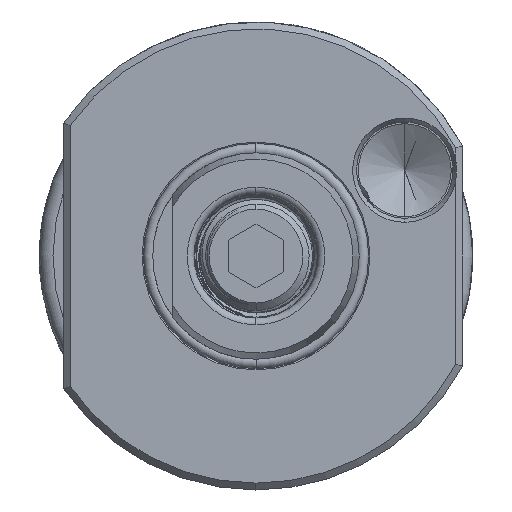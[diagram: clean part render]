
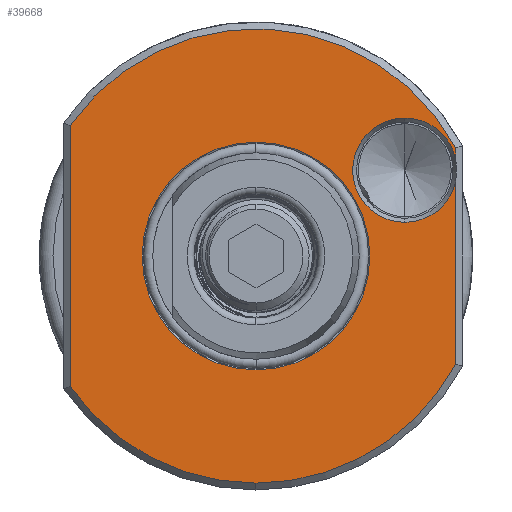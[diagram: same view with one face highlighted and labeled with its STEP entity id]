
A CAD part, left-side view. The second image highlights one B-rep face of the part: STEP entity #39668.
In plain terms, the highlighted planar face has unit normal (-1, 0, 0).
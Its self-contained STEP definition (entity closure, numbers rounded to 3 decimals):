
#3923 = AXIS2_PLACEMENT_3D ( 'NONE', #40056, #40057, #40063 ) ;
#3940 = AXIS2_PLACEMENT_3D ( 'NONE', #40092, #40093, #40111 ) ;
#3946 = AXIS2_PLACEMENT_3D ( 'NONE', #40157, #40158, #40167 ) ;
#4014 = AXIS2_PLACEMENT_3D ( 'NONE', #8384, #8421, #8389 ) ;
#4060 = EDGE_CURVE ( 'NONE', #27658, #27700, #41139, .T. ) ;
#4063 = EDGE_CURVE ( 'NONE', #27973, #27856, #41153, .T. ) ;
#4069 = EDGE_CURVE ( 'NONE', #27756, #27662, #41151, .T. ) ;
#4074 = EDGE_CURVE ( 'NONE', #27956, #27983, #41157, .T. ) ;
#4097 = EDGE_CURVE ( 'NONE', #27631, #27956, #41176, .T. ) ;
#4103 = EDGE_CURVE ( 'NONE', #27840, #27650, #41213, .T. ) ;
#4115 = EDGE_CURVE ( 'NONE', #27983, #27973, #41216, .T. ) ;
#4455 = EDGE_CURVE ( 'NONE', #27650, #27658, #34439, .T. ) ;
#4473 = EDGE_CURVE ( 'NONE', #27700, #27631, #34448, .T. ) ;
#4480 = EDGE_CURVE ( 'NONE', #27662, #27756, #34451, .T. ) ;
#4637 = AXIS2_PLACEMENT_3D ( 'NONE', #35599, #35614, #35616 ) ;
#4648 = AXIS2_PLACEMENT_3D ( 'NONE', #35669, #35737, #35699 ) ;
#4652 = AXIS2_PLACEMENT_3D ( 'NONE', #35798, #35832, #35773 ) ;
#4653 = AXIS2_PLACEMENT_3D ( 'NONE', #35674, #35659, #35728 ) ;
#5391 = CIRCLE ( 'NONE', #4014, 33. ) ;
#8384 = CARTESIAN_POINT ( 'NONE',  ( 2., 0., 0. ) ) ;
#8389 = DIRECTION ( 'NONE',  ( 0., 0., 1. ) ) ;
#8421 = DIRECTION ( 'NONE',  ( -1., 0., 0. ) ) ;
#10740 = CARTESIAN_POINT ( 'NONE',  ( 2., 15., 0. ) ) ;
#10743 = PLANE ( 'NONE',  #32375 ) ;
#10779 = DIRECTION ( 'NONE',  ( -1., 0., 0. ) ) ;
#10788 = DIRECTION ( 'NONE',  ( 0., 0., 1. ) ) ;
#14964 = FACE_OUTER_BOUND ( 'NONE', #27143, .T. ) ;
#14983 = FACE_BOUND ( 'NONE', #27115, .T. ) ;
#15252 = CARTESIAN_POINT ( 'NONE',  ( 2., -21.62, 20.047 ) ) ;
#15267 = CARTESIAN_POINT ( 'NONE',  ( 2., 16.55, 0. ) ) ;
#15385 = CARTESIAN_POINT ( 'NONE',  ( 2., -29., -15.748 ) ) ;
#15402 = CARTESIAN_POINT ( 'NONE',  ( 2., 0., -33. ) ) ;
#15527 = CARTESIAN_POINT ( 'NONE',  ( 2., 27., 18.974 ) ) ;
#15535 = CARTESIAN_POINT ( 'NONE',  ( 2., 27., -18.974 ) ) ;
#15539 = CARTESIAN_POINT ( 'NONE',  ( 2., -29., 15.748 ) ) ;
#15849 = CARTESIAN_POINT ( 'NONE',  ( 2., -29., 14.188 ) ) ;
#15873 = CARTESIAN_POINT ( 'NONE',  ( 2., -16.55, 0. ) ) ;
#15904 = CARTESIAN_POINT ( 'NONE',  ( 2., -21.62, 4.893 ) ) ;
#15909 = CARTESIAN_POINT ( 'NONE',  ( 2., -29., 10.752 ) ) ;
#20671 = EDGE_CURVE ( 'NONE', #27856, #27840, #5391, .T. ) ;
#26893 = ORIENTED_EDGE ( 'NONE', *, *, #20671, .T. ) ;
#26894 = ORIENTED_EDGE ( 'NONE', *, *, #4063, .T. ) ;
#26900 = ORIENTED_EDGE ( 'NONE', *, *, #4069, .T. ) ;
#26905 = ORIENTED_EDGE ( 'NONE', *, *, #4473, .T. ) ;
#26908 = ORIENTED_EDGE ( 'NONE', *, *, #4115, .T. ) ;
#26916 = ORIENTED_EDGE ( 'NONE', *, *, #4103, .T. ) ;
#26920 = ORIENTED_EDGE ( 'NONE', *, *, #4097, .T. ) ;
#26927 = ORIENTED_EDGE ( 'NONE', *, *, #4060, .T. ) ;
#26931 = ORIENTED_EDGE ( 'NONE', *, *, #4074, .T. ) ;
#26933 = ORIENTED_EDGE ( 'NONE', *, *, #4480, .T. ) ;
#26998 = ORIENTED_EDGE ( 'NONE', *, *, #4455, .T. ) ;
#27115 = EDGE_LOOP ( 'NONE', ( #26933, #26900 ) ) ;
#27143 = EDGE_LOOP ( 'NONE', ( #26894, #26893, #26916, #26998, #26927, #26905, #26920, #26931, #26908 ) ) ;
#27631 = VERTEX_POINT ( 'NONE', #15849 ) ;
#27650 = VERTEX_POINT ( 'NONE', #15909 ) ;
#27658 = VERTEX_POINT ( 'NONE', #15904 ) ;
#27662 = VERTEX_POINT ( 'NONE', #15873 ) ;
#27700 = VERTEX_POINT ( 'NONE', #15252 ) ;
#27756 = VERTEX_POINT ( 'NONE', #15267 ) ;
#27840 = VERTEX_POINT ( 'NONE', #15385 ) ;
#27856 = VERTEX_POINT ( 'NONE', #15402 ) ;
#27956 = VERTEX_POINT ( 'NONE', #15539 ) ;
#27973 = VERTEX_POINT ( 'NONE', #15535 ) ;
#27983 = VERTEX_POINT ( 'NONE', #15527 ) ;
#32375 = AXIS2_PLACEMENT_3D ( 'NONE', #10740, #10779, #10788 ) ;
#34439 = CIRCLE ( 'NONE', #3923, 7.577 ) ;
#34448 = CIRCLE ( 'NONE', #3940, 7.577 ) ;
#34451 = CIRCLE ( 'NONE', #3946, 16.55 ) ;
#34686 = CARTESIAN_POINT ( 'NONE',  ( 2., 27., 0. ) ) ;
#34691 = DIRECTION ( 'NONE',  ( 0., 0., -1. ) ) ;
#35599 = CARTESIAN_POINT ( 'NONE',  ( 2., -21.62, 12.47 ) ) ;
#35614 = DIRECTION ( 'NONE',  ( 1., 0., 0. ) ) ;
#35616 = DIRECTION ( 'NONE',  ( 0., 0., 1. ) ) ;
#35659 = DIRECTION ( 'NONE',  ( 1., 0., 0. ) ) ;
#35669 = CARTESIAN_POINT ( 'NONE',  ( 2., 0., 0. ) ) ;
#35674 = CARTESIAN_POINT ( 'NONE',  ( 2., 0., 0. ) ) ;
#35699 = DIRECTION ( 'NONE',  ( 0., 0., 1. ) ) ;
#35728 = DIRECTION ( 'NONE',  ( 0., 1., 0. ) ) ;
#35737 = DIRECTION ( 'NONE',  ( -1., 0., 0. ) ) ;
#35773 = DIRECTION ( 'NONE',  ( 0., 0., 1. ) ) ;
#35798 = CARTESIAN_POINT ( 'NONE',  ( 2., 0., 0. ) ) ;
#35832 = DIRECTION ( 'NONE',  ( -1., 0., 0. ) ) ;
#36115 = DIRECTION ( 'NONE',  ( 0., 0., 1. ) ) ;
#36153 = CARTESIAN_POINT ( 'NONE',  ( 2., -29., 0. ) ) ;
#36169 = CARTESIAN_POINT ( 'NONE',  ( 2., -29., 0. ) ) ;
#36172 = DIRECTION ( 'NONE',  ( 0., 0., 1. ) ) ;
#39668 = ADVANCED_FACE ( 'NONE', ( #14964, #14983 ), #10743, .T. ) ;
#40056 = CARTESIAN_POINT ( 'NONE',  ( 2., -21.62, 12.47 ) ) ;
#40057 = DIRECTION ( 'NONE',  ( 1., 0., 0. ) ) ;
#40063 = DIRECTION ( 'NONE',  ( 0., 0., 1. ) ) ;
#40092 = CARTESIAN_POINT ( 'NONE',  ( 2., -21.62, 12.47 ) ) ;
#40093 = DIRECTION ( 'NONE',  ( 1., 0., 0. ) ) ;
#40111 = DIRECTION ( 'NONE',  ( 0., 0., 1. ) ) ;
#40157 = CARTESIAN_POINT ( 'NONE',  ( 2., 0., 0. ) ) ;
#40158 = DIRECTION ( 'NONE',  ( 1., 0., 0. ) ) ;
#40167 = DIRECTION ( 'NONE',  ( 0., 1., 0. ) ) ;
#41139 = CIRCLE ( 'NONE', #4637, 7.577 ) ;
#41151 = CIRCLE ( 'NONE', #4653, 16.55 ) ;
#41153 = CIRCLE ( 'NONE', #4648, 33. ) ;
#41157 = CIRCLE ( 'NONE', #4652, 33. ) ;
#41176 = LINE ( 'NONE', #36153, #41197 ) ;
#41178 = VECTOR ( 'NONE', #36172, 1000. ) ;
#41197 = VECTOR ( 'NONE', #36115, 1000. ) ;
#41211 = VECTOR ( 'NONE', #34691, 1000. ) ;
#41213 = LINE ( 'NONE', #36169, #41178 ) ;
#41216 = LINE ( 'NONE', #34686, #41211 ) ;
